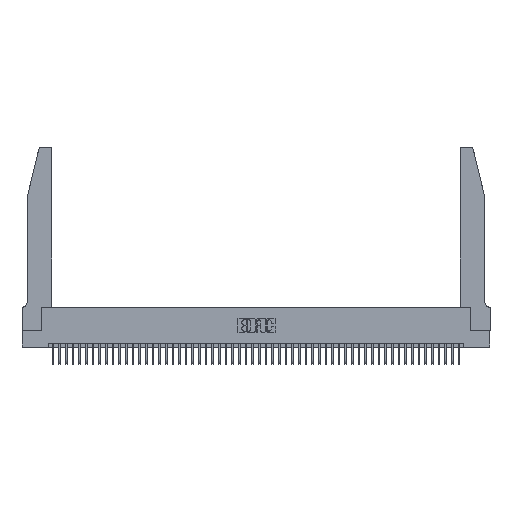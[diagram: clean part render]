
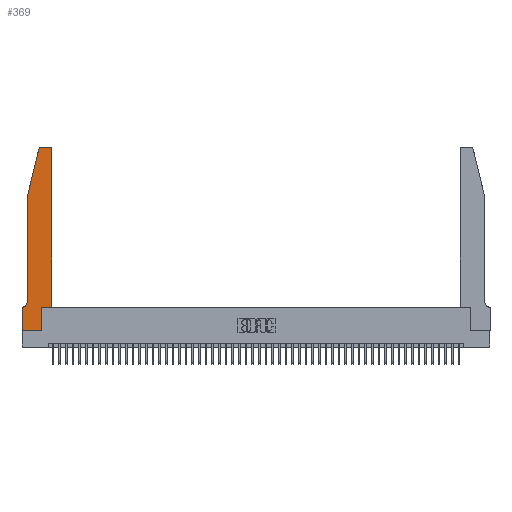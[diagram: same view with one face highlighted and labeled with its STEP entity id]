
A CAD part, top view. The second image highlights one B-rep face of the part: STEP entity #369.
In plain terms, the highlighted planar face has unit normal (0, 0, 1).
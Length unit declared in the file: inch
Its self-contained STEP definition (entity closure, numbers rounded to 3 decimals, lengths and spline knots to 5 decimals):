
#369 = ADVANCED_FACE ( 'NONE', ( #4188 ), #17057, .T. ) ;
#540 = EDGE_CURVE ( 'NONE', #39491, #3814, #7117, .T. ) ;
#617 = VERTEX_POINT ( 'NONE', #7386 ) ;
#802 = CARTESIAN_POINT ( 'NONE',  ( 0.2865, 0., 0.37 ) ) ;
#1907 = CARTESIAN_POINT ( 'NONE',  ( 0.2865, 0.35, 0.37 ) ) ;
#2188 = VECTOR ( 'NONE', #26933, 39.37008 ) ;
#3290 = CARTESIAN_POINT ( 'NONE',  ( 0.4505, 0.35, 0.37 ) ) ;
#3371 = ORIENTED_EDGE ( 'NONE', *, *, #11945, .T. ) ;
#3549 = EDGE_CURVE ( 'NONE', #28075, #41359, #12188, .T. ) ;
#3814 = VERTEX_POINT ( 'NONE', #6108 ) ;
#3835 = LINE ( 'NONE', #1907, #22619 ) ;
#4188 = FACE_OUTER_BOUND ( 'NONE', #25379, .T. ) ;
#4629 = ORIENTED_EDGE ( 'NONE', *, *, #14202, .T. ) ;
#4907 = CARTESIAN_POINT ( 'NONE',  ( 0.2865, 0.35, 0.37 ) ) ;
#6108 = CARTESIAN_POINT ( 'NONE',  ( 0.0755, 0.42, 0.37 ) ) ;
#6894 = CARTESIAN_POINT ( 'NONE',  ( 0.0755, 2., 0.37 ) ) ;
#7070 = DIRECTION ( 'NONE',  ( 1., 0., 0. ) ) ;
#7117 = LINE ( 'NONE', #6894, #47169 ) ;
#7386 = CARTESIAN_POINT ( 'NONE',  ( 0.4505, 0.35, 0.37 ) ) ;
#7589 = LINE ( 'NONE', #37700, #36404 ) ;
#7608 = DIRECTION ( 'NONE',  ( -0.239, -0.971, 0. ) ) ;
#7832 = CARTESIAN_POINT ( 'NONE',  ( 0.4205, 2.72, 0.37 ) ) ;
#7950 = CARTESIAN_POINT ( 'NONE',  ( 0.25487, 2.72718, 0.37 ) ) ;
#9288 = ORIENTED_EDGE ( 'NONE', *, *, #3549, .T. ) ;
#9690 = CARTESIAN_POINT ( 'NONE',  ( 0.4505, 2.72, 0.37 ) ) ;
#10191 = AXIS2_PLACEMENT_3D ( 'NONE', #7832, #34082, #11619 ) ;
#10529 = ORIENTED_EDGE ( 'NONE', *, *, #43906, .T. ) ;
#11619 = DIRECTION ( 'NONE',  ( 1., 0., 0. ) ) ;
#11945 = EDGE_CURVE ( 'NONE', #30556, #45210, #14057, .T. ) ;
#12188 = LINE ( 'NONE', #23176, #2188 ) ;
#13049 = VERTEX_POINT ( 'NONE', #28718 ) ;
#14057 = CIRCLE ( 'NONE', #16815, 0.03 ) ;
#14202 = EDGE_CURVE ( 'NONE', #34434, #29280, #3835, .T. ) ;
#14582 = CARTESIAN_POINT ( 'NONE',  ( 0.284, 2.72, 0.37 ) ) ;
#15293 = LINE ( 'NONE', #15987, #44194 ) ;
#15987 = CARTESIAN_POINT ( 'NONE',  ( 0.2605, 2.75, 0.37 ) ) ;
#16815 = AXIS2_PLACEMENT_3D ( 'NONE', #14582, #40939, #18333 ) ;
#16899 = CARTESIAN_POINT ( 'NONE',  ( 0., 0.35, 0.37 ) ) ;
#16998 = VERTEX_POINT ( 'NONE', #9690 ) ;
#17057 = PLANE ( 'NONE',  #31529 ) ;
#18333 = DIRECTION ( 'NONE',  ( 1., 0., 0. ) ) ;
#18436 = LINE ( 'NONE', #3290, #46171 ) ;
#18976 = VECTOR ( 'NONE', #37114, 39.37008 ) ;
#19782 = ORIENTED_EDGE ( 'NONE', *, *, #40594, .T. ) ;
#20171 = CARTESIAN_POINT ( 'NONE',  ( 0., 0., 0.37 ) ) ;
#20363 = CARTESIAN_POINT ( 'NONE',  ( 0.284, 2.75, 0.37 ) ) ;
#20995 = VECTOR ( 'NONE', #34944, 39.37008 ) ;
#21640 = CARTESIAN_POINT ( 'NONE',  ( 0.0055, 0.42, 0.37 ) ) ;
#21841 = DIRECTION ( 'NONE',  ( 0., -1., 0. ) ) ;
#22619 = VECTOR ( 'NONE', #39371, 39.37008 ) ;
#22835 = EDGE_CURVE ( 'NONE', #16998, #13049, #27477, .T. ) ;
#23176 = CARTESIAN_POINT ( 'NONE',  ( 0., 0., 0.37 ) ) ;
#24151 = CARTESIAN_POINT ( 'NONE',  ( 0.0055, 0.35, 0.37 ) ) ;
#24604 = DIRECTION ( 'NONE',  ( 1., 0., 0. ) ) ;
#25379 = EDGE_LOOP ( 'NONE', ( #19782, #3371, #45780, #44051, #37523, #41109, #9288, #42898, #4629, #47053, #10529, #47668 ) ) ;
#25387 = DIRECTION ( 'NONE',  ( -1., 0., 0. ) ) ;
#25863 = LINE ( 'NONE', #39483, #44809 ) ;
#26933 = DIRECTION ( 'NONE',  ( 0., -1., 0. ) ) ;
#27477 = CIRCLE ( 'NONE', #10191, 0.03 ) ;
#28075 = VERTEX_POINT ( 'NONE', #41214 ) ;
#28718 = CARTESIAN_POINT ( 'NONE',  ( 0.4205, 2.75, 0.37 ) ) ;
#29018 = EDGE_CURVE ( 'NONE', #29280, #617, #18436, .T. ) ;
#29280 = VERTEX_POINT ( 'NONE', #4907 ) ;
#30140 = CIRCLE ( 'NONE', #39399, 0.07 ) ;
#30556 = VERTEX_POINT ( 'NONE', #20363 ) ;
#31119 = CARTESIAN_POINT ( 'NONE',  ( 0., 0., 0.37 ) ) ;
#31529 = AXIS2_PLACEMENT_3D ( 'NONE', #16899, #47231, #24604 ) ;
#32585 = EDGE_CURVE ( 'NONE', #45210, #39491, #7589, .T. ) ;
#33384 = EDGE_CURVE ( 'NONE', #41359, #34434, #42253, .T. ) ;
#34082 = DIRECTION ( 'NONE',  ( 0., 0., 1. ) ) ;
#34434 = VERTEX_POINT ( 'NONE', #802 ) ;
#34944 = DIRECTION ( 'NONE',  ( 1., 0., 0. ) ) ;
#36404 = VECTOR ( 'NONE', #7608, 39.37008 ) ;
#37114 = DIRECTION ( 'NONE',  ( -1., 0., 0. ) ) ;
#37358 = CARTESIAN_POINT ( 'NONE',  ( 0.0755, 2., 0.37 ) ) ;
#37523 = ORIENTED_EDGE ( 'NONE', *, *, #41585, .T. ) ;
#37700 = CARTESIAN_POINT ( 'NONE',  ( 0.0755, 2., 0.37 ) ) ;
#38512 = DIRECTION ( 'NONE',  ( -1., 0., 0. ) ) ;
#39371 = DIRECTION ( 'NONE',  ( 0., 1., 0. ) ) ;
#39399 = AXIS2_PLACEMENT_3D ( 'NONE', #21640, #48029, #25387 ) ;
#39483 = CARTESIAN_POINT ( 'NONE',  ( 0.4505, 0.35, 0.37 ) ) ;
#39491 = VERTEX_POINT ( 'NONE', #37358 ) ;
#40594 = EDGE_CURVE ( 'NONE', #13049, #30556, #15293, .T. ) ;
#40939 = DIRECTION ( 'NONE',  ( 0., 0., 1. ) ) ;
#41109 = ORIENTED_EDGE ( 'NONE', *, *, #41649, .T. ) ;
#41214 = CARTESIAN_POINT ( 'NONE',  ( 0., 0.35, 0.37 ) ) ;
#41359 = VERTEX_POINT ( 'NONE', #20171 ) ;
#41585 = EDGE_CURVE ( 'NONE', #3814, #48034, #30140, .T. ) ;
#41649 = EDGE_CURVE ( 'NONE', #48034, #28075, #47898, .T. ) ;
#42253 = LINE ( 'NONE', #31119, #20995 ) ;
#42898 = ORIENTED_EDGE ( 'NONE', *, *, #33384, .T. ) ;
#43317 = DIRECTION ( 'NONE',  ( 0., 1., 0. ) ) ;
#43906 = EDGE_CURVE ( 'NONE', #617, #16998, #25863, .T. ) ;
#44051 = ORIENTED_EDGE ( 'NONE', *, *, #540, .T. ) ;
#44194 = VECTOR ( 'NONE', #38512, 39.37008 ) ;
#44416 = CARTESIAN_POINT ( 'NONE',  ( 0.0755, 0.35, 0.37 ) ) ;
#44809 = VECTOR ( 'NONE', #43317, 39.37008 ) ;
#45210 = VERTEX_POINT ( 'NONE', #7950 ) ;
#45780 = ORIENTED_EDGE ( 'NONE', *, *, #32585, .T. ) ;
#46171 = VECTOR ( 'NONE', #7070, 39.37008 ) ;
#47053 = ORIENTED_EDGE ( 'NONE', *, *, #29018, .T. ) ;
#47169 = VECTOR ( 'NONE', #21841, 39.37008 ) ;
#47231 = DIRECTION ( 'NONE',  ( 0., 0., 1. ) ) ;
#47668 = ORIENTED_EDGE ( 'NONE', *, *, #22835, .T. ) ;
#47898 = LINE ( 'NONE', #44416, #18976 ) ;
#48029 = DIRECTION ( 'NONE',  ( 0., 0., -1. ) ) ;
#48034 = VERTEX_POINT ( 'NONE', #24151 ) ;
